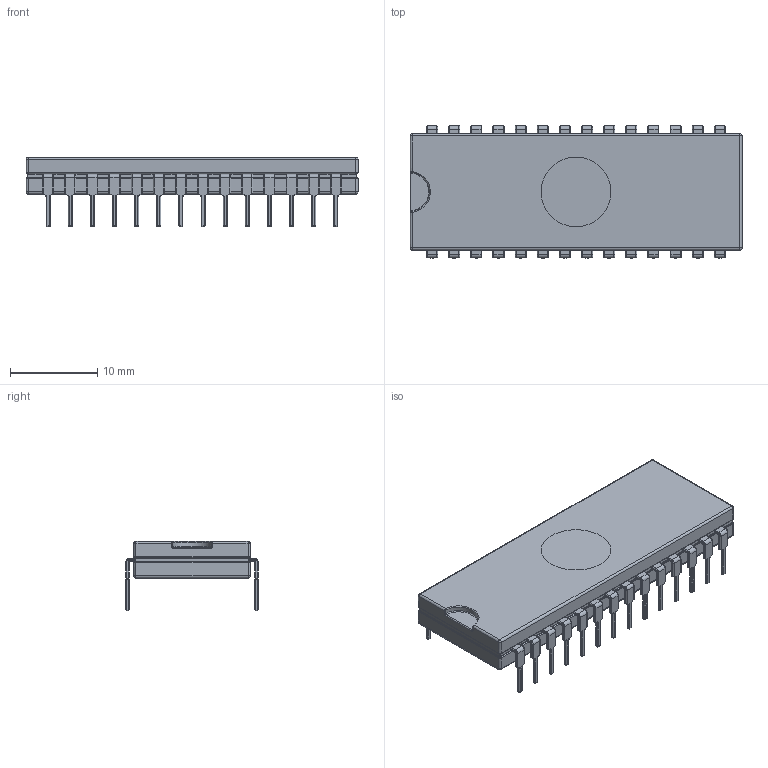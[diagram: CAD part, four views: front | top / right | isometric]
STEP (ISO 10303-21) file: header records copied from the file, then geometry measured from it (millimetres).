
FILE_DESCRIPTION(/* description */ (''),/* implementation_level */ '2;1');
FILE_NAME(/* name */ 'DIP-28 W15.24mm EPROM Package.STEP',/* time_stamp */ '2019-09-17T16:27:35+02:00',/* author */ ('PCB-Tech'),/* organization */ (''),/* preprocessor_version */ 'ST-DEVELOPER v17',/* originating_system */ 'Autodesk Inventor 2019',/* authorisation */ '');
FILE_SCHEMA (('AUTOMOTIVE_DESIGN { 1 0 10303 214 3 1 1 }'));
Length unit declared in the file: millimetre
Products named in the file (4): DIP-28 W15.24mm EPROM Package; DIP-28 W15.24 EPROM Body; EPROM Glas; IC Beinchen
Assembly tree (30 placements, depth 2):
  DIP-28 W15.24mm EPROM Package
    IC Beinchen  x28
    DIP-28 W15.24 EPROM Body
    EPROM Glas
Bounding box: 38.1 x 15.15 x 7.93 mm (x, y, z)
Volume: 1636.6 mm3; surface area: 2942.6 mm2
Topology: 30 solids, 32 shells, 1916 faces, 4238 edges, 2388 vertices
Faces by surface type: cylinder 883, plane 539, torus 234, sphere 232, bspline 28
Full cylindrical faces by diameter (mm): 8 x2
Entity records: 14235 total; most frequent: CARTESIAN_POINT 3088, DIRECTION 2358, ORIENTED_EDGE 2212, EDGE_CURVE 1106, AXIS2_PLACEMENT_3D 844, LINE 670, VECTOR 670, VERTEX_POINT 660
